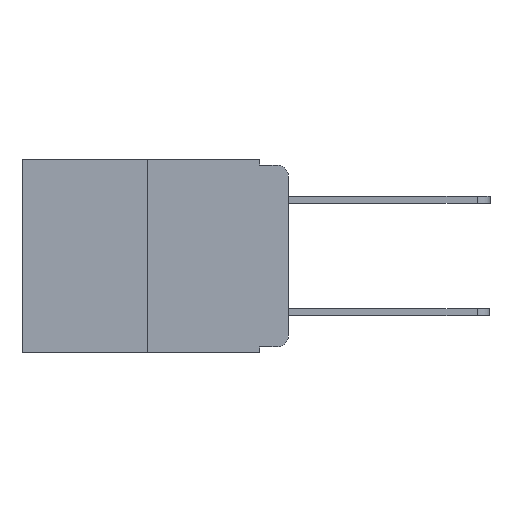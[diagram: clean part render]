
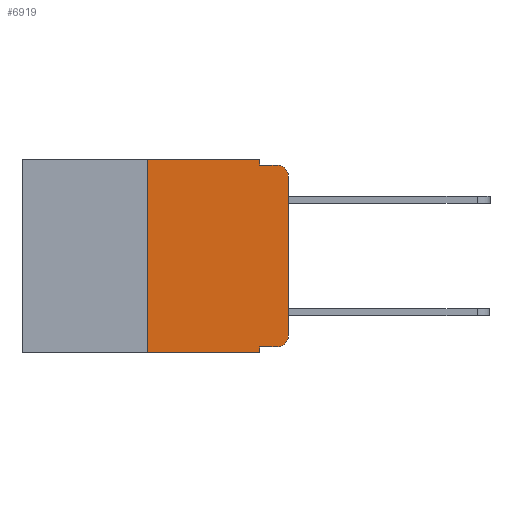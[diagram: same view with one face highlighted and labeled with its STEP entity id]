
A CAD part, left-side view. The second image highlights one B-rep face of the part: STEP entity #6919.
In plain terms, the highlighted planar face has unit normal (-1, 0, 0).
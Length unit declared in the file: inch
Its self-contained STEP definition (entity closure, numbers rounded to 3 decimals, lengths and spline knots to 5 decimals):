
#287 = VERTEX_POINT ( 'NONE', #1334 ) ;
#635 = EDGE_CURVE ( 'NONE', #22554, #23757, #26501, .T. ) ;
#811 = DIRECTION ( 'NONE',  ( -1., 0., 0. ) ) ;
#840 = CARTESIAN_POINT ( 'NONE',  ( 0., 0., -0.313 ) ) ;
#926 = ORIENTED_EDGE ( 'NONE', *, *, #20041, .T. ) ;
#1106 = VECTOR ( 'NONE', #24136, 39.37008 ) ;
#1334 = CARTESIAN_POINT ( 'NONE',  ( 0., 0.051, -0.333 ) ) ;
#1467 = CARTESIAN_POINT ( 'NONE',  ( 0., 0.051, -0.343 ) ) ;
#1536 = CARTESIAN_POINT ( 'NONE',  ( 0., 0.25, -0.343 ) ) ;
#1575 = ORIENTED_EDGE ( 'NONE', *, *, #15941, .T. ) ;
#1885 = DIRECTION ( 'NONE',  ( 0., -1., 0. ) ) ;
#2269 = CARTESIAN_POINT ( 'NONE',  ( 0., 0.051, -0.333 ) ) ;
#2778 = LINE ( 'NONE', #26026, #7700 ) ;
#2827 = DIRECTION ( 'NONE',  ( 1., 0., 0. ) ) ;
#2955 = LINE ( 'NONE', #15643, #18775 ) ;
#3558 = ORIENTED_EDGE ( 'NONE', *, *, #7166, .F. ) ;
#3663 = EDGE_CURVE ( 'NONE', #19831, #6474, #23658, .T. ) ;
#3677 = VERTEX_POINT ( 'NONE', #9851 ) ;
#3807 = CARTESIAN_POINT ( 'NONE',  ( 0., 0.25, 0. ) ) ;
#4343 = CARTESIAN_POINT ( 'NONE',  ( 0., 0., 0. ) ) ;
#4360 = DIRECTION ( 'NONE',  ( 0., -1., 0. ) ) ;
#4841 = CARTESIAN_POINT ( 'NONE',  ( 0., 0.473, 0. ) ) ;
#5561 = CARTESIAN_POINT ( 'NONE',  ( 0., 0.051, 0. ) ) ;
#5734 = EDGE_CURVE ( 'NONE', #19831, #22554, #11689, .T. ) ;
#5977 = LINE ( 'NONE', #4343, #26400 ) ;
#6027 = ORIENTED_EDGE ( 'NONE', *, *, #5734, .F. ) ;
#6177 = VECTOR ( 'NONE', #14322, 39.37008 ) ;
#6474 = VERTEX_POINT ( 'NONE', #1467 ) ;
#6531 = ORIENTED_EDGE ( 'NONE', *, *, #635, .F. ) ;
#6744 = EDGE_LOOP ( 'NONE', ( #11579, #16670, #18873, #3558, #6531, #6027, #20013, #19699, #926, #1575 ) ) ;
#6919 = ADVANCED_FACE ( 'NONE', ( #16116 ), #13180, .F. ) ;
#7166 = EDGE_CURVE ( 'NONE', #23757, #20545, #10956, .T. ) ;
#7700 = VECTOR ( 'NONE', #11836, 39.37008 ) ;
#7875 = AXIS2_PLACEMENT_3D ( 'NONE', #4841, #2827, #17313 ) ;
#8062 = DIRECTION ( 'NONE',  ( -1., 0., 0. ) ) ;
#9528 = CIRCLE ( 'NONE', #24117, 0.02 ) ;
#9800 = CIRCLE ( 'NONE', #23168, 0.02 ) ;
#9851 = CARTESIAN_POINT ( 'NONE',  ( 0., 0.02, -0.01 ) ) ;
#9905 = EDGE_CURVE ( 'NONE', #20545, #3677, #2778, .T. ) ;
#10113 = CARTESIAN_POINT ( 'NONE',  ( 0., 0.473, 0. ) ) ;
#10956 = LINE ( 'NONE', #5561, #26503 ) ;
#11055 = CARTESIAN_POINT ( 'NONE',  ( 0., 0.02, -0.333 ) ) ;
#11282 = EDGE_CURVE ( 'NONE', #22714, #3677, #9800, .T. ) ;
#11579 = ORIENTED_EDGE ( 'NONE', *, *, #15427, .T. ) ;
#11689 = LINE ( 'NONE', #3807, #6177 ) ;
#11836 = DIRECTION ( 'NONE',  ( 0., -1., 0. ) ) ;
#13180 = PLANE ( 'NONE',  #7875 ) ;
#13294 = CARTESIAN_POINT ( 'NONE',  ( 0., 0.02, -0.03 ) ) ;
#13585 = CARTESIAN_POINT ( 'NONE',  ( 0., 0., -0.03 ) ) ;
#14322 = DIRECTION ( 'NONE',  ( 0., 0., 1. ) ) ;
#15348 = DIRECTION ( 'NONE',  ( 0., 0., -1. ) ) ;
#15427 = EDGE_CURVE ( 'NONE', #15641, #22714, #5977, .T. ) ;
#15593 = VERTEX_POINT ( 'NONE', #11055 ) ;
#15641 = VERTEX_POINT ( 'NONE', #840 ) ;
#15643 = CARTESIAN_POINT ( 'NONE',  ( 0., 0.051, 0. ) ) ;
#15941 = EDGE_CURVE ( 'NONE', #15593, #15641, #9528, .T. ) ;
#15966 = CARTESIAN_POINT ( 'NONE',  ( 0., 0.473, -0.343 ) ) ;
#16116 = FACE_OUTER_BOUND ( 'NONE', #6744, .T. ) ;
#16670 = ORIENTED_EDGE ( 'NONE', *, *, #11282, .T. ) ;
#16719 = DIRECTION ( 'NONE',  ( 0., 0., 1. ) ) ;
#16747 = CARTESIAN_POINT ( 'NONE',  ( 0., 0.051, 0. ) ) ;
#17313 = DIRECTION ( 'NONE',  ( 0., 0., -1. ) ) ;
#17928 = DIRECTION ( 'NONE',  ( 0., 0., -1. ) ) ;
#18775 = VECTOR ( 'NONE', #25727, 39.37008 ) ;
#18873 = ORIENTED_EDGE ( 'NONE', *, *, #9905, .F. ) ;
#19699 = ORIENTED_EDGE ( 'NONE', *, *, #22723, .F. ) ;
#19831 = VERTEX_POINT ( 'NONE', #1536 ) ;
#20013 = ORIENTED_EDGE ( 'NONE', *, *, #3663, .T. ) ;
#20041 = EDGE_CURVE ( 'NONE', #287, #15593, #25821, .T. ) ;
#20349 = CARTESIAN_POINT ( 'NONE',  ( 0., 0.02, -0.313 ) ) ;
#20545 = VERTEX_POINT ( 'NONE', #24427 ) ;
#21184 = VECTOR ( 'NONE', #1885, 39.37008 ) ;
#22359 = DIRECTION ( 'NONE',  ( 0., 0., -1. ) ) ;
#22554 = VERTEX_POINT ( 'NONE', #25212 ) ;
#22714 = VERTEX_POINT ( 'NONE', #13585 ) ;
#22723 = EDGE_CURVE ( 'NONE', #287, #6474, #2955, .T. ) ;
#23168 = AXIS2_PLACEMENT_3D ( 'NONE', #13294, #811, #15348 ) ;
#23658 = LINE ( 'NONE', #15966, #1106 ) ;
#23757 = VERTEX_POINT ( 'NONE', #16747 ) ;
#24117 = AXIS2_PLACEMENT_3D ( 'NONE', #20349, #8062, #22359 ) ;
#24136 = DIRECTION ( 'NONE',  ( 0., -1., 0. ) ) ;
#24427 = CARTESIAN_POINT ( 'NONE',  ( 0., 0.051, -0.01 ) ) ;
#25192 = VECTOR ( 'NONE', #4360, 39.37008 ) ;
#25212 = CARTESIAN_POINT ( 'NONE',  ( 0., 0.25, 0. ) ) ;
#25727 = DIRECTION ( 'NONE',  ( 0., 0., -1. ) ) ;
#25821 = LINE ( 'NONE', #2269, #25192 ) ;
#26026 = CARTESIAN_POINT ( 'NONE',  ( 0., 0.051, -0.01 ) ) ;
#26400 = VECTOR ( 'NONE', #16719, 39.37008 ) ;
#26501 = LINE ( 'NONE', #10113, #21184 ) ;
#26503 = VECTOR ( 'NONE', #17928, 39.37008 ) ;
